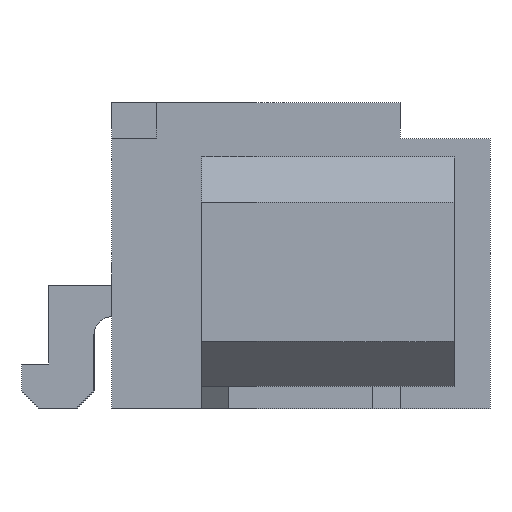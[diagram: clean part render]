
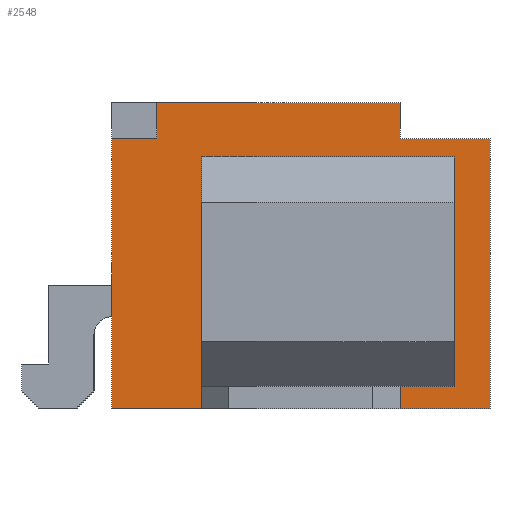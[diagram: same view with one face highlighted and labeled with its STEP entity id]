
A CAD part, left-side view. The second image highlights one B-rep face of the part: STEP entity #2548.
In plain terms, the highlighted planar face has unit normal (-1, 0, 0).
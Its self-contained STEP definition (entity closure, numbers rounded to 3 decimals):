
#787 = VERTEX_POINT('',#788);
#788 = CARTESIAN_POINT('',(-4.,-2.6,0.));
#794 = EDGE_CURVE('',#787,#795,#797,.T.);
#795 = VERTEX_POINT('',#796);
#796 = CARTESIAN_POINT('',(-4.,-2.6,3.));
#797 = LINE('',#798,#799);
#798 = CARTESIAN_POINT('',(-4.,-2.6,0.));
#799 = VECTOR('',#800,1.);
#800 = DIRECTION('',(0.,0.,1.));
#1262 = VERTEX_POINT('',#1263);
#1263 = CARTESIAN_POINT('',(-4.,1.6,3.));
#1269 = EDGE_CURVE('',#1270,#1262,#1272,.T.);
#1270 = VERTEX_POINT('',#1271);
#1271 = CARTESIAN_POINT('',(-4.,1.6,0.));
#1272 = LINE('',#1273,#1274);
#1273 = CARTESIAN_POINT('',(-4.,1.6,0.));
#1274 = VECTOR('',#1275,1.);
#1275 = DIRECTION('',(0.,0.,1.));
#1758 = VERTEX_POINT('',#1759);
#1759 = CARTESIAN_POINT('',(-4.,1.1,3.4));
#1765 = EDGE_CURVE('',#1758,#1766,#1768,.T.);
#1766 = VERTEX_POINT('',#1767);
#1767 = CARTESIAN_POINT('',(-4.,-1.6,3.4));
#1768 = LINE('',#1769,#1770);
#1769 = CARTESIAN_POINT('',(-4.,1.6,3.4));
#1770 = VECTOR('',#1771,1.);
#1771 = DIRECTION('',(0.,-1.,0.));
#2493 = EDGE_CURVE('',#1270,#787,#2494,.T.);
#2494 = LINE('',#2495,#2496);
#2495 = CARTESIAN_POINT('',(-4.,1.6,0.));
#2496 = VECTOR('',#2497,1.);
#2497 = DIRECTION('',(0.,-1.,0.));
#2528 = EDGE_CURVE('',#795,#2529,#2531,.T.);
#2529 = VERTEX_POINT('',#2530);
#2530 = CARTESIAN_POINT('',(-4.,-1.6,3.));
#2531 = LINE('',#2532,#2533);
#2532 = CARTESIAN_POINT('',(-4.,-2.6,3.));
#2533 = VECTOR('',#2534,1.);
#2534 = DIRECTION('',(0.,1.,0.));
#2548 = ADVANCED_FACE('',(#2549,#2576),#2658,.F.);
#2549 = FACE_BOUND('',#2550,.F.);
#2550 = EDGE_LOOP('',(#2551,#2552,#2553,#2561,#2567,#2568,#2574,#2575));
#2551 = ORIENTED_EDGE('',*,*,#2493,.F.);
#2552 = ORIENTED_EDGE('',*,*,#1269,.T.);
#2553 = ORIENTED_EDGE('',*,*,#2554,.T.);
#2554 = EDGE_CURVE('',#1262,#2555,#2557,.T.);
#2555 = VERTEX_POINT('',#2556);
#2556 = CARTESIAN_POINT('',(-4.,1.1,3.));
#2557 = LINE('',#2558,#2559);
#2558 = CARTESIAN_POINT('',(-4.,1.6,3.));
#2559 = VECTOR('',#2560,1.);
#2560 = DIRECTION('',(0.,-1.,0.));
#2561 = ORIENTED_EDGE('',*,*,#2562,.F.);
#2562 = EDGE_CURVE('',#1758,#2555,#2563,.T.);
#2563 = LINE('',#2564,#2565);
#2564 = CARTESIAN_POINT('',(-4.,1.1,3.4));
#2565 = VECTOR('',#2566,1.);
#2566 = DIRECTION('',(-0.,-0.,-1.));
#2567 = ORIENTED_EDGE('',*,*,#1765,.T.);
#2568 = ORIENTED_EDGE('',*,*,#2569,.T.);
#2569 = EDGE_CURVE('',#1766,#2529,#2570,.T.);
#2570 = LINE('',#2571,#2572);
#2571 = CARTESIAN_POINT('',(-4.,-1.6,3.4));
#2572 = VECTOR('',#2573,1.);
#2573 = DIRECTION('',(0.,0.,-1.));
#2574 = ORIENTED_EDGE('',*,*,#2528,.F.);
#2575 = ORIENTED_EDGE('',*,*,#794,.F.);
#2576 = FACE_BOUND('',#2577,.F.);
#2577 = EDGE_LOOP('',(#2578,#2588,#2596,#2604,#2612,#2620,#2628,#2636,
#2644,#2652));
#2578 = ORIENTED_EDGE('',*,*,#2579,.F.);
#2579 = EDGE_CURVE('',#2580,#2582,#2584,.T.);
#2580 = VERTEX_POINT('',#2581);
#2581 = CARTESIAN_POINT('',(-4.,0.6,2.8));
#2582 = VERTEX_POINT('',#2583);
#2583 = CARTESIAN_POINT('',(-4.,-2.2,2.8));
#2584 = LINE('',#2585,#2586);
#2585 = CARTESIAN_POINT('',(-4.,0.6,2.8));
#2586 = VECTOR('',#2587,1.);
#2587 = DIRECTION('',(0.,-1.,0.));
#2588 = ORIENTED_EDGE('',*,*,#2589,.T.);
#2589 = EDGE_CURVE('',#2580,#2590,#2592,.T.);
#2590 = VERTEX_POINT('',#2591);
#2591 = CARTESIAN_POINT('',(-4.,0.6,1.6));
#2592 = LINE('',#2593,#2594);
#2593 = CARTESIAN_POINT('',(-4.,0.6,2.8));
#2594 = VECTOR('',#2595,1.);
#2595 = DIRECTION('',(0.,0.,-1.));
#2596 = ORIENTED_EDGE('',*,*,#2597,.T.);
#2597 = EDGE_CURVE('',#2590,#2598,#2600,.T.);
#2598 = VERTEX_POINT('',#2599);
#2599 = CARTESIAN_POINT('',(-4.,-1.6,1.6));
#2600 = LINE('',#2601,#2602);
#2601 = CARTESIAN_POINT('',(-4.,0.6,1.6));
#2602 = VECTOR('',#2603,1.);
#2603 = DIRECTION('',(0.,-1.,0.));
#2604 = ORIENTED_EDGE('',*,*,#2605,.T.);
#2605 = EDGE_CURVE('',#2598,#2606,#2608,.T.);
#2606 = VERTEX_POINT('',#2607);
#2607 = CARTESIAN_POINT('',(-4.,-1.6,1.25));
#2608 = LINE('',#2609,#2610);
#2609 = CARTESIAN_POINT('',(-4.,-1.6,1.6));
#2610 = VECTOR('',#2611,1.);
#2611 = DIRECTION('',(0.,0.,-1.));
#2612 = ORIENTED_EDGE('',*,*,#2613,.F.);
#2613 = EDGE_CURVE('',#2614,#2606,#2616,.T.);
#2614 = VERTEX_POINT('',#2615);
#2615 = CARTESIAN_POINT('',(-4.,0.6,1.25));
#2616 = LINE('',#2617,#2618);
#2617 = CARTESIAN_POINT('',(-4.,0.6,1.25));
#2618 = VECTOR('',#2619,1.);
#2619 = DIRECTION('',(0.,-1.,0.));
#2620 = ORIENTED_EDGE('',*,*,#2621,.T.);
#2621 = EDGE_CURVE('',#2614,#2622,#2624,.T.);
#2622 = VERTEX_POINT('',#2623);
#2623 = CARTESIAN_POINT('',(-4.,0.6,0.35));
#2624 = LINE('',#2625,#2626);
#2625 = CARTESIAN_POINT('',(-4.,0.6,1.25));
#2626 = VECTOR('',#2627,1.);
#2627 = DIRECTION('',(0.,0.,-1.));
#2628 = ORIENTED_EDGE('',*,*,#2629,.T.);
#2629 = EDGE_CURVE('',#2622,#2630,#2632,.T.);
#2630 = VERTEX_POINT('',#2631);
#2631 = CARTESIAN_POINT('',(-4.,-1.6,0.35));
#2632 = LINE('',#2633,#2634);
#2633 = CARTESIAN_POINT('',(-4.,0.6,0.35));
#2634 = VECTOR('',#2635,1.);
#2635 = DIRECTION('',(0.,-1.,0.));
#2636 = ORIENTED_EDGE('',*,*,#2637,.T.);
#2637 = EDGE_CURVE('',#2630,#2638,#2640,.T.);
#2638 = VERTEX_POINT('',#2639);
#2639 = CARTESIAN_POINT('',(-4.,-1.6,0.25));
#2640 = LINE('',#2641,#2642);
#2641 = CARTESIAN_POINT('',(-4.,-1.6,1.6));
#2642 = VECTOR('',#2643,1.);
#2643 = DIRECTION('',(0.,0.,-1.));
#2644 = ORIENTED_EDGE('',*,*,#2645,.T.);
#2645 = EDGE_CURVE('',#2638,#2646,#2648,.T.);
#2646 = VERTEX_POINT('',#2647);
#2647 = CARTESIAN_POINT('',(-4.,-2.2,0.25));
#2648 = LINE('',#2649,#2650);
#2649 = CARTESIAN_POINT('',(-4.,0.6,0.25));
#2650 = VECTOR('',#2651,1.);
#2651 = DIRECTION('',(0.,-1.,0.));
#2652 = ORIENTED_EDGE('',*,*,#2653,.F.);
#2653 = EDGE_CURVE('',#2582,#2646,#2654,.T.);
#2654 = LINE('',#2655,#2656);
#2655 = CARTESIAN_POINT('',(-4.,-2.2,2.8));
#2656 = VECTOR('',#2657,1.);
#2657 = DIRECTION('',(0.,0.,-1.));
#2658 = PLANE('',#2659);
#2659 = AXIS2_PLACEMENT_3D('',#2660,#2661,#2662);
#2660 = CARTESIAN_POINT('',(-4.,1.6,0.));
#2661 = DIRECTION('',(1.,0.,0.));
#2662 = DIRECTION('',(0.,-1.,0.));
